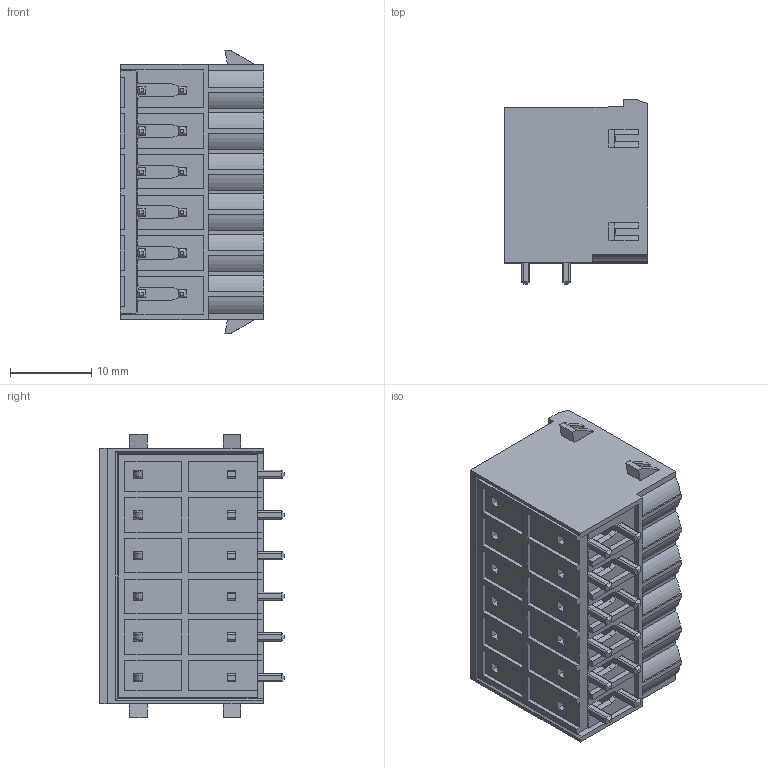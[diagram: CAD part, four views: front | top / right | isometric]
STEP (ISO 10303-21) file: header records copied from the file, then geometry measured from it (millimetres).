
FILE_DESCRIPTION((''),'2;1');
FILE_NAME('WJ2EDGRHBN-500-06P','2018-04-07T',('ysun'),(''),'CREO PARAMETRIC BY PTC INC, 2015080','CREO PARAMETRIC BY PTC INC, 2015080','');
FILE_SCHEMA(('CONFIG_CONTROL_DESIGN'));
Products named in the file (1): WJ2EDGRHBN-500-06P
Bounding box: 17.6 x 22.67 x 34.8 mm (x, y, z)
Volume: 4251 mm3; surface area: 9725.7 mm2
Topology: 1 solids, 1 shells, 1929 faces, 5854 edges, 3724 vertices
Faces by surface type: plane 1543, cylinder 210, cone 104, torus 72
Entity records: 66042 total; most frequent: CARTESIAN_POINT 13679, ORIENTED_EDGE 11708, DIRECTION 9998, EDGE_CURVE 5854, VECTOR 4364, LINE 4364, VERTEX_POINT 3724, AXIS2_PLACEMENT_3D 2817
